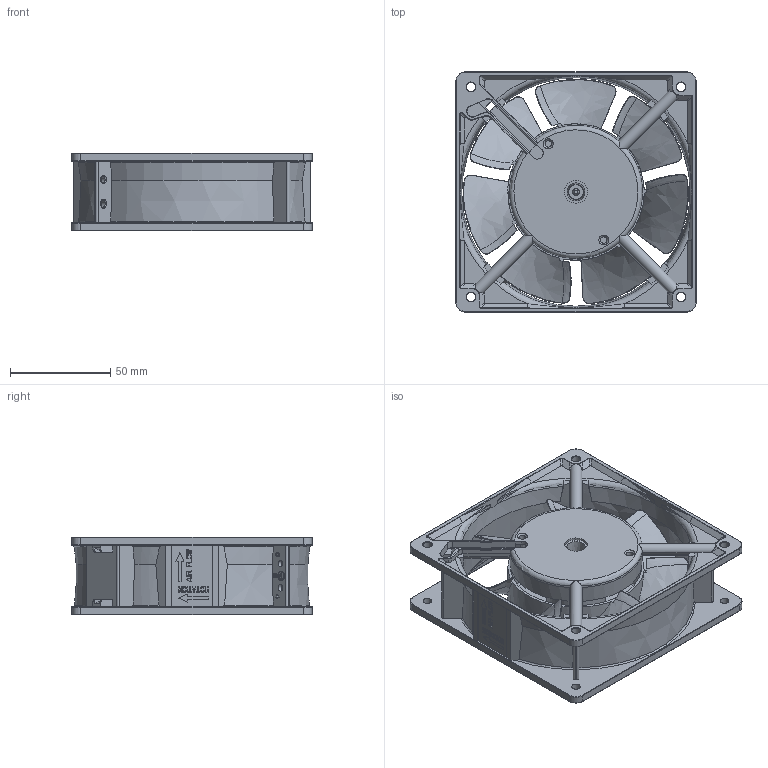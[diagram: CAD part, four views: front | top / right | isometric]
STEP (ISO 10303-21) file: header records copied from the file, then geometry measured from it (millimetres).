
FILE_DESCRIPTION(/* description */ (''),/* implementation_level */ '2;1');
FILE_NAME(/* name */ 'OF_1238b-7ye_asm.stp',/* time_stamp */ '2017-06-19T15:56:13-05:00',/* author */ ('RobR'),/* organization */ (''),/* preprocessor_version */ 'ST-DEVELOPER v16.1',/* originating_system */ 'Autodesk Inventor 2016',/* authorisation */ '');
FILE_SCHEMA (('AUTOMOTIVE_DESIGN { 1 0 10303 214 3 1 1 }'));
Products named in the file (4): A512091; A205001; BALL; OF_1238b-7ye_asm
Assembly tree (4 placements, depth 2):
  OF_1238b-7ye_asm
    A512091
    A205001
    BALL  x2
Bounding box: 120 x 120 x 38.5 mm (x, y, z)
Volume: 89993.3 mm3; surface area: 94150.8 mm2
Topology: 4 solids, 4 shells, 1279 faces, 3450 edges, 2233 vertices
Faces by surface type: plane 820, cylinder 190, bspline 170, cone 55, torus 44
Full cylindrical faces by diameter (mm): 2.4 x1, 2.992 x2, 3 x2, 3.2 x4, 3.5 x2, 3.6 x4, 4.2 x2, 4.4 x8, 4.6 x2, 7.4 x4, 8 x2, 8.01 x2, 11.437 x1, 12 x1, 16 x1, 29.2 x1, 65.4 x1
Entity records: 67932 total; most frequent: CARTESIAN_POINT 37553, ORIENTED_EDGE 6698, DIRECTION 5492, EDGE_CURVE 3349, LINE 2260, VECTOR 2260, VERTEX_POINT 2203, AXIS2_PLACEMENT_3D 1616
